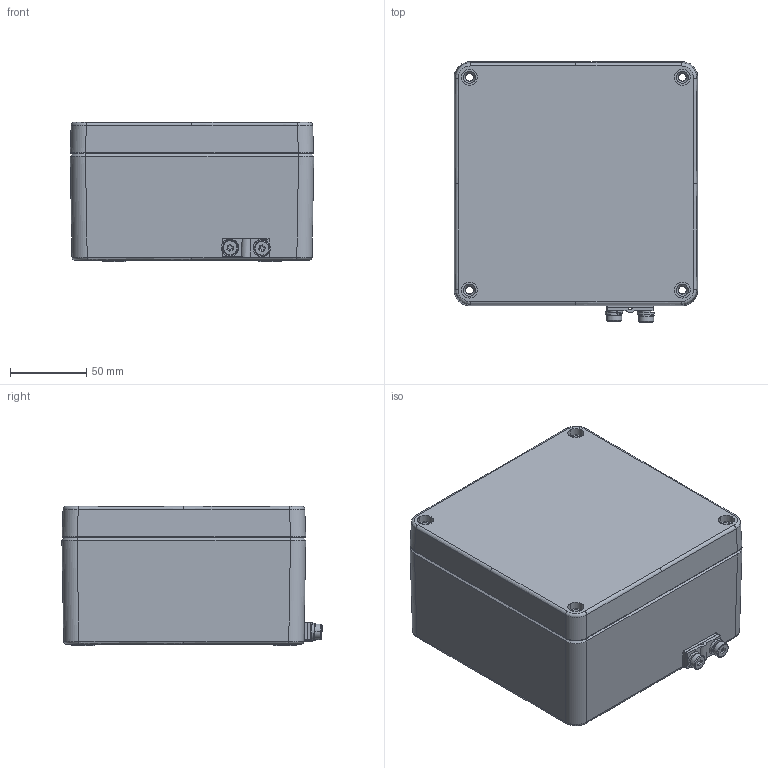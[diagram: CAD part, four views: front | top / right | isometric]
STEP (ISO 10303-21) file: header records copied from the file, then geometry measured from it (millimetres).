
FILE_DESCRIPTION(('FreeCAD Model'),'2;1');
FILE_NAME('GBAEX016016091.step', '2026-03-27T11:47:38',('Author'),(''), 'Open CASCADE STEP processor 7.3','FreeCAD','Unknown');
FILE_SCHEMA(('AUTOMOTIVE_DESIGN { 1 0 10303 214 1 1 1 1 }'));
Length unit declared in the file: millimetre
Products named in the file (4): GBAEX016016091; ALU_BASE_16016091; ALU_LID_16016091; M6_DOUBLE_EARTHING
Assembly tree (3 placements, depth 2):
  GBAEX016016091
    ALU_BASE_16016091
    ALU_LID_16016091
    M6_DOUBLE_EARTHING
Bounding box: 160.19 x 171.14 x 91.65 mm (x, y, z)
Volume: 572964.8 mm3; surface area: 232139 mm2
Topology: 9 solids, 9 shells, 2487 faces, 7150 edges, 6189 vertices
Faces by surface type: plane 1699, bspline 395, cylinder 339, cone 54
Entity records: 109792 total; most frequent: CARTESIAN_POINT 47672, ORIENTED_EDGE 13324, DIRECTION 10384, EDGE_CURVE 6662, LINE 5068, VECTOR 5068, VERTEX_POINT 4349, FACE_BOUND 2678
